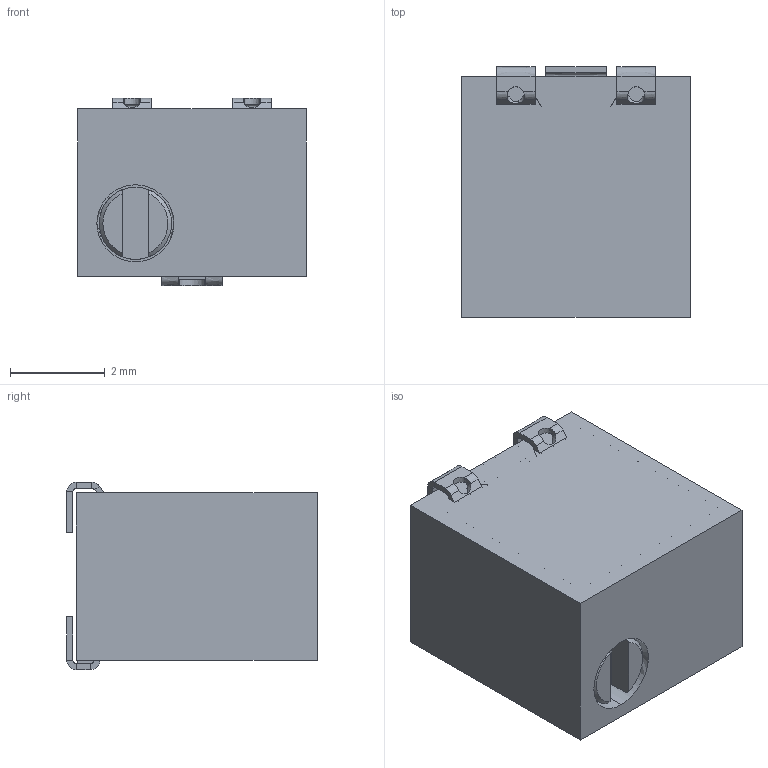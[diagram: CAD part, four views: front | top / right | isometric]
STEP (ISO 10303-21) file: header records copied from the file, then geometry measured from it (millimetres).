
FILE_DESCRIPTION((''),'2;1');
FILE_NAME('3214W','2008-12-10T',('minhn'),('Bourns, Inc.'),'PRO/ENGINEER BY PARAMETRIC TECHNOLOGY CORPORATION, 2001200','PRO/ENGINEER BY PARAMETRIC TECHNOLOGY CORPORATION, 2001200','');
FILE_SCHEMA(('AUTOMOTIVE_DESIGN_CC2 { 1 2 10303 214 -1 1 5 2 }'));
Length unit declared in the file: inch
Products named in the file (1): 3214W
Bounding box: 4.83 x 5.28 x 3.96 mm (x, y, z)
Volume: 55.1 mm3; surface area: 265.9 mm2
Topology: 1 solids, 2 shells, 368 faces, 973 edges, 608 vertices
Faces by surface type: bspline 368
Entity records: 16957 total; most frequent: CARTESIAN_POINT 6094, ORIENTED_EDGE 1946, DIRECTION 1076, PRESENTATION_STYLE_ASSIGNMENT 974, STYLED_ITEM 974, CURVE_STYLE 973, EDGE_CURVE 973, VECTOR 736
